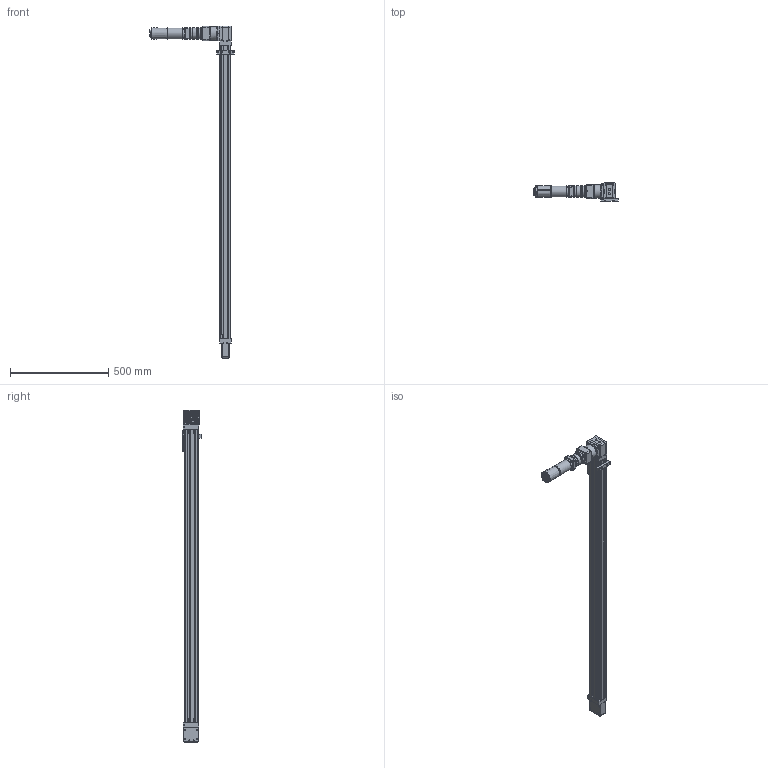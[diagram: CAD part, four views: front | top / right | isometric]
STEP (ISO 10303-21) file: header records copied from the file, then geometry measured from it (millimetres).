
FILE_DESCRIPTION (( 'STEP AP203' ), '1' );
FILE_NAME ('B3W-475115-1.step', '2024-11-15T20:05:10', ( '' ), ( '' ), 'SwSTEP 2.0', 'SolidWorks 2024', '' );
FILE_SCHEMA (( 'CONFIG_CONTROL_DESIGN' ));
Length unit declared in the file: inch
Products named in the file (6): tempJoin4_45109055_B3W-475115-1; Base_B3W-475115-1; tempJoin2_36049451_B3W-475115-1; 34109142_B3W-475115-1; 34109070_B3W-475115-1; B3W-475115-1
Assembly tree (5 placements, depth 2):
  B3W-475115-1
    34109070_B3W-475115-1
    34109142_B3W-475115-1
    tempJoin4_45109055_B3W-475115-1
    tempJoin2_36049451_B3W-475115-1
    Base_B3W-475115-1
Bounding box: 429.24 x 92.62 x 1688.08 mm (x, y, z)
Volume: 6635932.2 mm3; surface area: 936218.2 mm2
Topology: 9 solids, 43 shells, 2167 faces, 5238 edges, 3414 vertices
Faces by surface type: plane 1348, cylinder 534, cone 141, bspline 70, torus 46, sphere 28
Full cylindrical faces by diameter (mm): 0.7 x17, 1 x5, 1.2 x8, 2.013 x2, 3.1 x5, 3.3 x10, 3.4 x1, 3.454 x1, 3.797 x8, 3.81 x2, 3.969 x4, 4 x5, 4.191 x4, 4.2 x5, 4.201 x4, 4.3 x2, 4.318 x1, 4.5 x2, 4.648 x4, 4.826 x6, 5 x16, 5.001 x4, 5.105 x4, 5.2 x10, 5.232 x2, 5.588 x12, 5.6 x1, 5.69 x4, 6 x5, 6.35 x1
Entity records: 67547 total; most frequent: CARTESIAN_POINT 19026, DIRECTION 9683, ORIENTED_EDGE 9192, EDGE_CURVE 4596, AXIS2_PLACEMENT_3D 3436, VERTEX_POINT 3241, EDGE_LOOP 2987, LINE 2811
